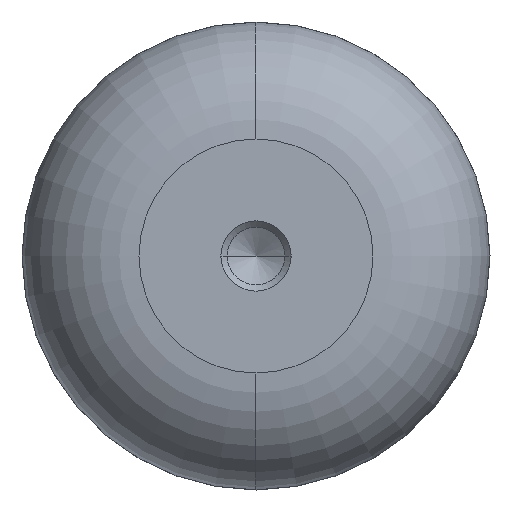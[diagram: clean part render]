
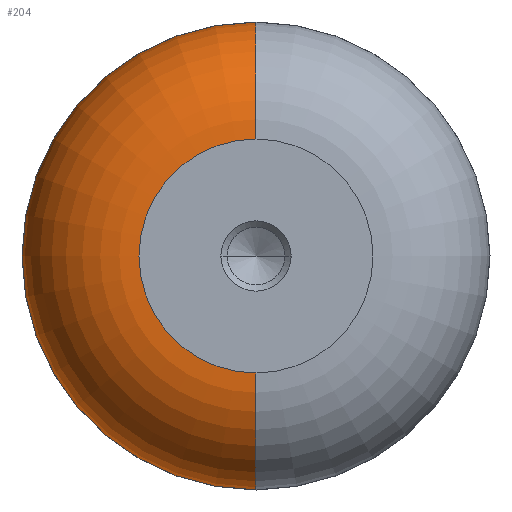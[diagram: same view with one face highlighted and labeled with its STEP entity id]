
A CAD part, left-side view. The second image highlights one B-rep face of the part: STEP entity #204.
In plain terms, the highlighted toroidal (fillet/blend) face has major radius 10 mm and minor radius 10 mm.
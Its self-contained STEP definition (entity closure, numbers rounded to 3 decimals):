
#162=VERTEX_POINT('',#427);
#176=EDGE_CURVE('',#264,#388,#443,.T.);
#204=ADVANCED_FACE('',(#472),#473,.T.);
#210=VERTEX_POINT('',#480);
#226=EDGE_CURVE('',#388,#382,#498,.T.);
#228=EDGE_CURVE('',#210,#282,#500,.T.);
#242=EDGE_CURVE('',#162,#382,#517,.T.);
#264=VERTEX_POINT('',#542);
#274=EDGE_CURVE('',#210,#162,#553,.T.);
#282=VERTEX_POINT('',#562);
#368=EDGE_CURVE('',#282,#264,#655,.T.);
#382=VERTEX_POINT('',#672);
#388=VERTEX_POINT('',#678);
#427=CARTESIAN_POINT('',(-40.0,10.0,0.0));
#443=CIRCLE('',#730,15.709);
#472=FACE_OUTER_BOUND('',#769,.T.);
#473=TOROIDAL_SURFACE('',#770,10.0,10.0);
#480=CARTESIAN_POINT('',(-40.0,0.,-10.0));
#498=CIRCLE('',#803,10.0);
#500=CIRCLE('',#806,10.0);
#517=CIRCLE('',#826,10.0);
#542=CARTESIAN_POINT('',(-21.79,15.709,0.0));
#553=CIRCLE('',#870,10.0);
#562=CARTESIAN_POINT('',(-21.79,0.,-15.709));
#655=CIRCLE('',#1006,15.709);
#672=CARTESIAN_POINT('',(-40.0,0.,10.0));
#678=CARTESIAN_POINT('',(-21.79,0.,15.709));
#730=AXIS2_PLACEMENT_3D('',#1096,#1097,#1098);
#769=EDGE_LOOP('',(#1134,#1135,#1136,#1137,#1138,#1139));
#770=AXIS2_PLACEMENT_3D('',#1140,#1141,#1142);
#803=AXIS2_PLACEMENT_3D('',#1178,#1179,#1180);
#806=AXIS2_PLACEMENT_3D('',#1181,#1182,#1183);
#826=AXIS2_PLACEMENT_3D('',#1212,#1213,#1214);
#870=AXIS2_PLACEMENT_3D('',#1255,#1256,#1257);
#1006=AXIS2_PLACEMENT_3D('',#1376,#1377,#1378);
#1096=CARTESIAN_POINT('',(-21.79,0.0,0.0));
#1097=DIRECTION('',(1.0,0.0,0.0));
#1098=DIRECTION('',(0.0,1.0,0.0));
#1134=ORIENTED_EDGE('',*,*,#228,.F.);
#1135=ORIENTED_EDGE('',*,*,#274,.T.);
#1136=ORIENTED_EDGE('',*,*,#242,.T.);
#1137=ORIENTED_EDGE('',*,*,#226,.F.);
#1138=ORIENTED_EDGE('',*,*,#176,.F.);
#1139=ORIENTED_EDGE('',*,*,#368,.F.);
#1140=CARTESIAN_POINT('',(-30.0,0.0,0.0));
#1141=DIRECTION('',(1.0,0.0,0.0));
#1142=DIRECTION('',(0.0,0.0,-1.0));
#1178=CARTESIAN_POINT('',(-30.0,0.,10.0));
#1179=DIRECTION('',(0.0,-1.0,0.));
#1180=DIRECTION('',(0.0,0.,1.0));
#1181=CARTESIAN_POINT('',(-30.0,0.,-10.0));
#1182=DIRECTION('',(0.0,-1.0,0.));
#1183=DIRECTION('',(0.0,0.,-1.0));
#1212=CARTESIAN_POINT('',(-40.0,0.0,0.0));
#1213=DIRECTION('',(1.0,0.0,0.0));
#1214=DIRECTION('',(0.0,1.0,0.0));
#1255=CARTESIAN_POINT('',(-40.0,0.0,0.0));
#1256=DIRECTION('',(1.0,0.0,0.0));
#1257=DIRECTION('',(0.0,1.0,0.0));
#1376=CARTESIAN_POINT('',(-21.79,0.0,0.0));
#1377=DIRECTION('',(1.0,0.0,0.0));
#1378=DIRECTION('',(0.0,1.0,0.0));
